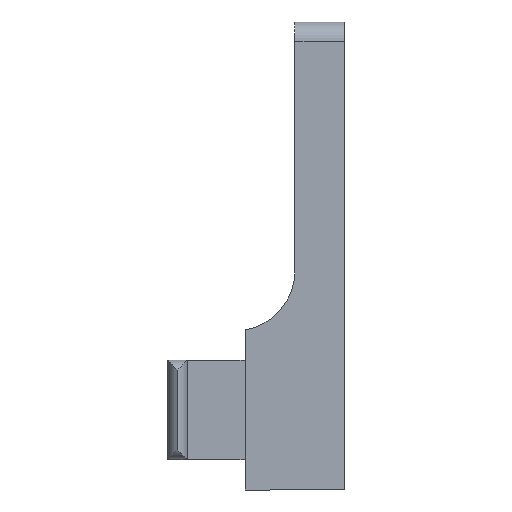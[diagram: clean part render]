
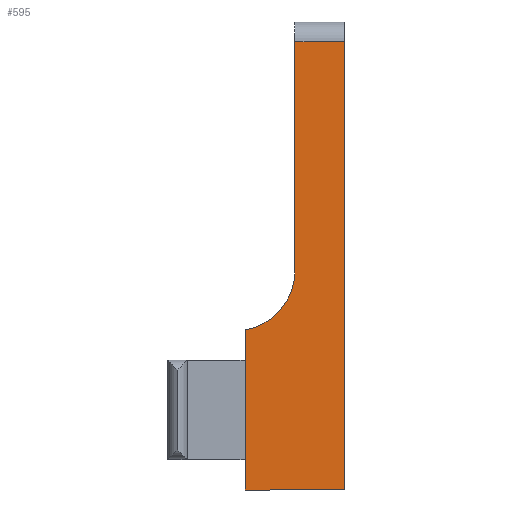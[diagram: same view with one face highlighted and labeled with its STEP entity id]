
A CAD part, front view. The second image highlights one B-rep face of the part: STEP entity #595.
In plain terms, the highlighted planar face has unit normal (0, -1, 0).
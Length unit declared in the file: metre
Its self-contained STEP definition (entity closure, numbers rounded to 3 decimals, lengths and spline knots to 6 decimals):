
#12=CIRCLE('',#668,0.006);
#39=PLANE('',#667);
#83=LINE('',#947,#151);
#91=LINE('',#963,#159);
#98=LINE('',#976,#166);
#99=LINE('',#978,#167);
#100=LINE('',#982,#168);
#151=VECTOR('',#777,1.);
#159=VECTOR('',#787,1.);
#166=VECTOR('',#798,1.);
#167=VECTOR('',#799,1.);
#168=VECTOR('',#802,1.);
#281=ORIENTED_EDGE('',*,*,#393,.F.);
#282=ORIENTED_EDGE('',*,*,#408,.T.);
#283=ORIENTED_EDGE('',*,*,#409,.T.);
#284=ORIENTED_EDGE('',*,*,#410,.T.);
#285=ORIENTED_EDGE('',*,*,#411,.T.);
#286=ORIENTED_EDGE('',*,*,#401,.T.);
#393=EDGE_CURVE('',#461,#462,#83,.T.);
#401=EDGE_CURVE('',#469,#462,#91,.T.);
#408=EDGE_CURVE('',#461,#473,#98,.F.);
#409=EDGE_CURVE('',#473,#474,#99,.T.);
#410=EDGE_CURVE('',#474,#475,#12,.F.);
#411=EDGE_CURVE('',#475,#469,#100,.T.);
#461=VERTEX_POINT('',#946);
#462=VERTEX_POINT('',#948);
#469=VERTEX_POINT('',#964);
#473=VERTEX_POINT('',#977);
#474=VERTEX_POINT('',#979);
#475=VERTEX_POINT('',#981);
#513=EDGE_LOOP('',(#281,#282,#283,#284,#285,#286));
#549=FACE_BOUND('',#513,.T.);
#595=ADVANCED_FACE('',(#549),#39,.T.);
#667=AXIS2_PLACEMENT_3D('',#975,#796,#797);
#668=AXIS2_PLACEMENT_3D('',#980,#800,#801);
#777=DIRECTION('',(0.,0.,-1.));
#787=DIRECTION('',(1.,0.,0.));
#796=DIRECTION('',(0.,-1.,0.));
#797=DIRECTION('',(0.,0.,-1.));
#798=DIRECTION('',(1.,0.,0.));
#799=DIRECTION('',(0.,0.,-1.));
#800=DIRECTION('',(0.,-1.,0.));
#801=DIRECTION('',(0.,0.,-1.));
#802=DIRECTION('',(0.,0.,-1.));
#946=CARTESIAN_POINT('',(-0.005139,-0.0095,0.0514));
#947=CARTESIAN_POINT('',(-0.005139,-0.0095,0.0379));
#948=CARTESIAN_POINT('',(-0.005139,-0.0095,0.0064));
#963=CARTESIAN_POINT('',(-0.015139,-0.0095,0.0064));
#964=CARTESIAN_POINT('',(-0.015139,-0.0095,0.0064));
#975=CARTESIAN_POINT('',(-0.010139,-0.0095,0.0379));
#976=CARTESIAN_POINT('',(-0.010139,-0.0095,0.0514));
#977=CARTESIAN_POINT('',(-0.010139,-0.0095,0.0514));
#978=CARTESIAN_POINT('',(-0.010139,-0.0095,0.0379));
#979=CARTESIAN_POINT('',(-0.010139,-0.0095,0.0284));
#980=CARTESIAN_POINT('',(-0.016139,-0.0095,0.0284));
#981=CARTESIAN_POINT('',(-0.015139,-0.0095,0.022484));
#982=CARTESIAN_POINT('',(-0.015139,-0.0095,0.0144));
